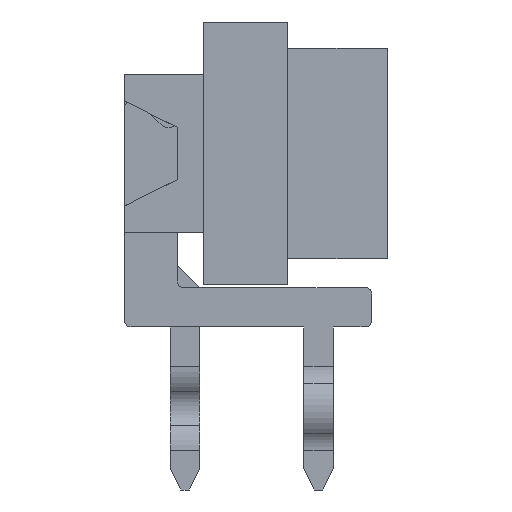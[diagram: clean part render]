
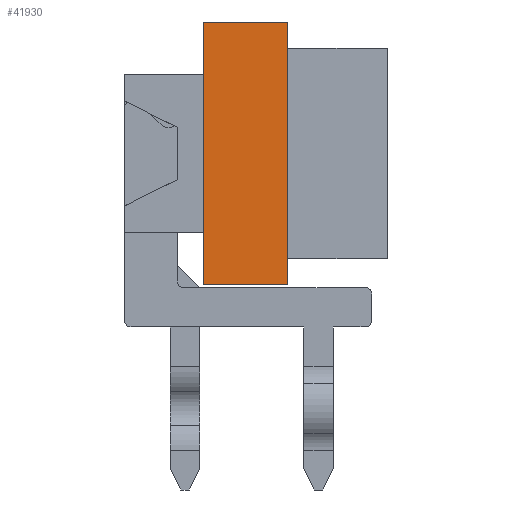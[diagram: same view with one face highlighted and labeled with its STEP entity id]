
A CAD part, front view. The second image highlights one B-rep face of the part: STEP entity #41930.
In plain terms, the highlighted face is planar.
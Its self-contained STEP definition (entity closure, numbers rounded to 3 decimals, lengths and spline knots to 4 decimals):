
#12556=ORIENTED_EDGE('',*,*,#19893,.T.);
#12557=ORIENTED_EDGE('',*,*,#19892,.F.);
#12558=ORIENTED_EDGE('',*,*,#19894,.F.);
#12559=ORIENTED_EDGE('',*,*,#19895,.T.);
#19892=EDGE_CURVE('',#24206,#24203,#28844,.T.);
#19893=EDGE_CURVE('',#24207,#24203,#28845,.T.);
#19894=EDGE_CURVE('',#24208,#24206,#28846,.T.);
#19895=EDGE_CURVE('',#24208,#24207,#28847,.T.);
#24203=VERTEX_POINT('',#69029);
#24206=VERTEX_POINT('',#69034);
#24207=VERTEX_POINT('',#69038);
#24208=VERTEX_POINT('',#69040);
#28844=LINE('',#69035,#33774);
#28845=LINE('',#69037,#33775);
#28846=LINE('',#69039,#33776);
#28847=LINE('',#69041,#33777);
#33774=VECTOR('',#56529,1000.);
#33775=VECTOR('',#56532,1000.);
#33776=VECTOR('',#56533,1000.);
#33777=VECTOR('',#56534,1000.);
#36056=EDGE_LOOP('',(#12556,#12557,#12558,#12559));
#38262=FACE_BOUND('',#36056,.T.);
#39796=PLANE('',#45496);
#41930=ADVANCED_FACE('',(#38262),#39796,.F.);
#45496=AXIS2_PLACEMENT_3D('',#69036,#56530,#56531);
#56529=DIRECTION('',(0.,0.,-1.));
#56530=DIRECTION('',(-1.,0.,0.));
#56531=DIRECTION('',(0.,0.,1.));
#56532=DIRECTION('',(0.,1.,0.));
#56533=DIRECTION('',(0.,1.,0.));
#56534=DIRECTION('',(0.,0.,-1.));
#69029=CARTESIAN_POINT('',(16.24,2.5,0.));
#69034=CARTESIAN_POINT('',(16.24,2.5,1.6));
#69035=CARTESIAN_POINT('',(16.24,2.5,1.6));
#69036=CARTESIAN_POINT('',(16.24,-2.5,1.6));
#69037=CARTESIAN_POINT('',(16.24,-2.5,0.));
#69038=CARTESIAN_POINT('',(16.24,-2.5,0.));
#69039=CARTESIAN_POINT('',(16.24,-2.5,1.6));
#69040=CARTESIAN_POINT('',(16.24,-2.5,1.6));
#69041=CARTESIAN_POINT('',(16.24,-2.5,1.6));
